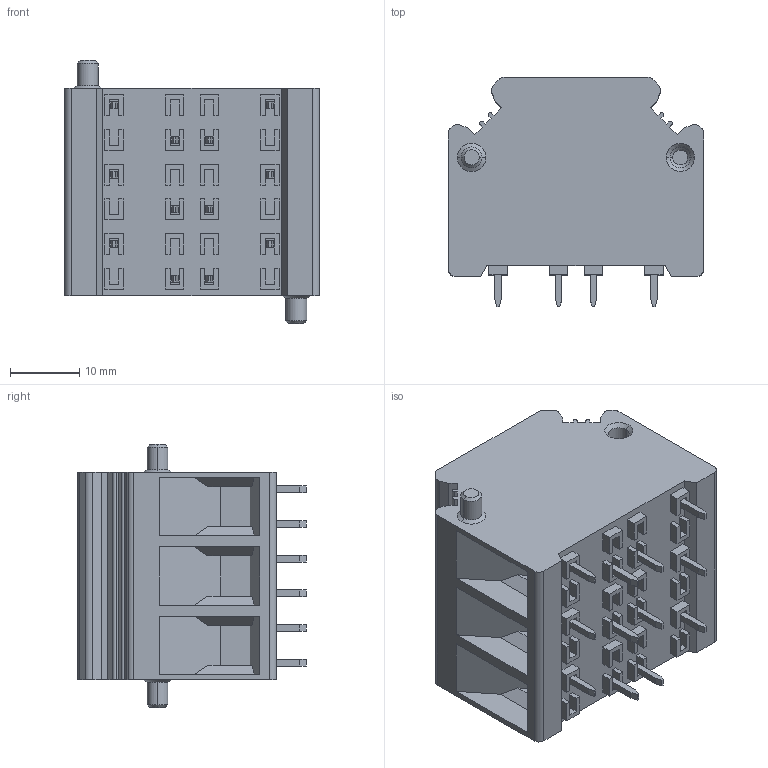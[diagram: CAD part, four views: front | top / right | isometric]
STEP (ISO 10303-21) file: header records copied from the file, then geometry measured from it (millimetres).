
FILE_DESCRIPTION((''),'2;1');
FILE_NAME('TL705DS-XXP_XS_','2024-11-13T15:08:46',('yanfa'),(''),'CREO PARAMETRIC BY PTC INC, 2018100','CREO PARAMETRIC BY PTC INC, 2018100','');
FILE_SCHEMA(('AUTOMOTIVE_DESIGN { 1 0 10303 214 1 1 1 1 }'));
Length unit declared in the file: millimetre
Products named in the file (1): TL705DS-XXP_XS_
Bounding box: 36.8 x 33.02 x 38 mm (x, y, z)
Volume: 21605.2 mm3; surface area: 10542.7 mm2
Topology: 1 solids, 9 shells, 636 faces, 1607 edges, 1051 vertices
Faces by surface type: plane 474, cylinder 90, cone 48, torus 24
Entity records: 24434 total; most frequent: CARTESIAN_POINT 3437, ORIENTED_EDGE 3214, DIRECTION 3154, EDGE_CURVE 1607, VECTOR 1297, LINE 1297, VERTEX_POINT 1051, AXIS2_PLACEMENT_3D 927
